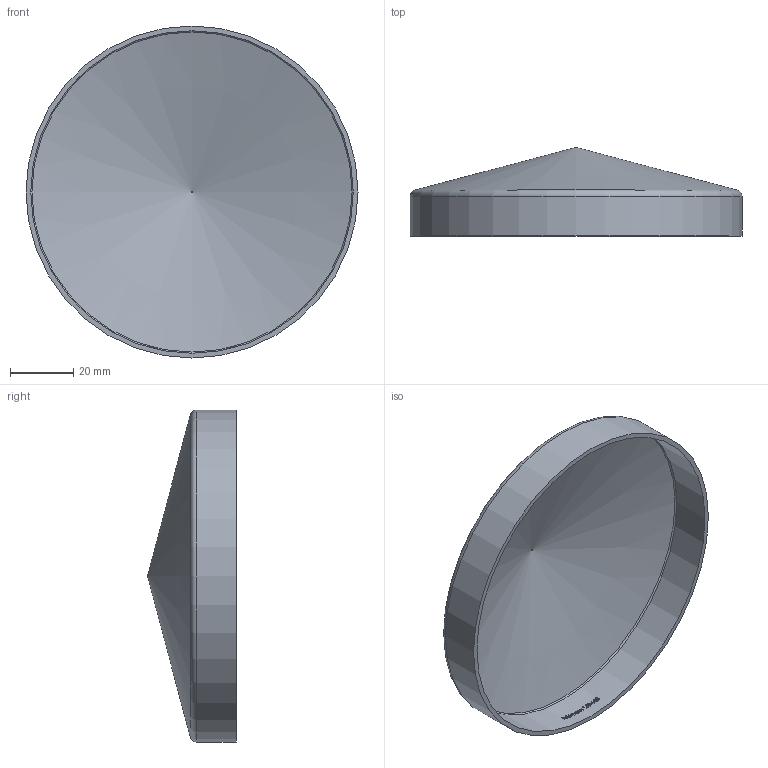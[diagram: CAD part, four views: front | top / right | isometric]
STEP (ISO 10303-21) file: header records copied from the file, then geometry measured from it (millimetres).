
FILE_DESCRIPTION (( 'STEP AP203' ), '1' );
FILE_NAME ('169-102.step', '2019-10-17T15:00:48', ( '' ), ( '' ), 'SwSTEP 2.0', 'SolidWorks 2015', '' );
FILE_SCHEMA (( 'CONFIG_CONTROL_DESIGN' ));
Length unit declared in the file: millimetre
Products named in the file (2): 169-102
Bounding box: 105 x 27.99 x 105 mm (x, y, z)
Volume: 19519.2 mm3; surface area: 26526.6 mm2
Topology: 1 solids, 1 shells, 193 faces, 503 edges, 334 vertices
Faces by surface type: plane 83, bspline 81, cylinder 23, torus 2, cone 2, sphere 2
Full cylindrical faces by diameter (mm): 102 x1, 105 x1
Entity records: 9323 total; most frequent: CARTESIAN_POINT 4996, ORIENTED_EDGE 994, DIRECTION 617, EDGE_CURVE 497, VERTEX_POINT 334, VECTOR 237, LINE 237, EDGE_LOOP 221
